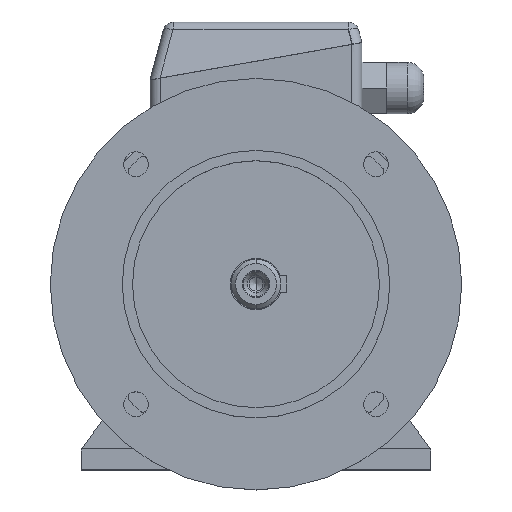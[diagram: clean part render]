
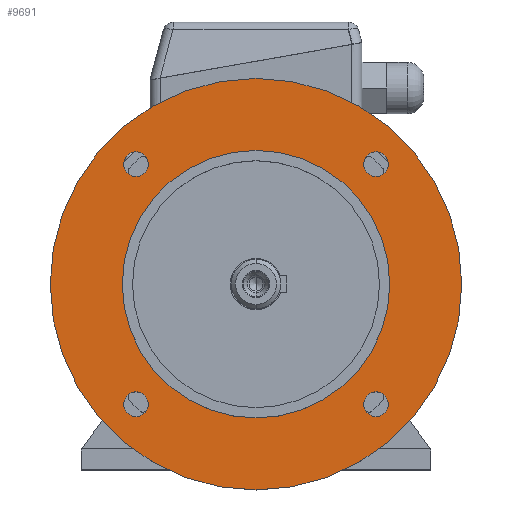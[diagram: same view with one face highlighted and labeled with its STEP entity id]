
A CAD part, top view. The second image highlights one B-rep face of the part: STEP entity #9691.
In plain terms, the highlighted planar face has unit normal (0, 0, 1).
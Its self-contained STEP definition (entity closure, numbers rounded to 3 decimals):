
#144 = EDGE_CURVE ( 'NONE', #11147, #10787, #12278, .T. ) ;
#578 = ORIENTED_EDGE ( 'NONE', *, *, #144, .T. ) ;
#677 = VERTEX_POINT ( 'NONE', #12582 ) ;
#735 = FACE_BOUND ( 'NONE', #9417, .T. ) ;
#736 = FACE_BOUND ( 'NONE', #14766, .T. ) ;
#17112 = ORIENTED_EDGE ( 'NONE', *, *, #10947, .F. ) ;
#737 = FACE_BOUND ( 'NONE', #12829, .T. ) ;
#738 = FACE_BOUND ( 'NONE', #11786, .T. ) ;
#739 = FACE_BOUND ( 'NONE', #1797, .T. ) ;
#740 = FACE_OUTER_BOUND ( 'NONE', #18547, .T. ) ;
#741 = PLANE ( 'NONE',  #742 ) ;
#742 = AXIS2_PLACEMENT_3D ( 'NONE', #743, #744, #745 ) ;
#743 = CARTESIAN_POINT ( 'NONE',  ( 0., 100., 40. ) ) ;
#744 = DIRECTION ( 'NONE',  ( 0., 0., 1. ) ) ;
#745 = DIRECTION ( 'NONE',  ( 0., -1., 0. ) ) ;
#947 = EDGE_CURVE ( 'NONE', #1993, #677, #12741, .T. ) ;
#1189 = ORIENTED_EDGE ( 'NONE', *, *, #10858, .T. ) ;
#17730 = ORIENTED_EDGE ( 'NONE', *, *, #15434, .F. ) ;
#1416 = CARTESIAN_POINT ( 'NONE',  ( 0., 65., 40. ) ) ;
#17894 = CARTESIAN_POINT ( 'NONE',  ( -52.336, 58.336, 40. ) ) ;
#1597 = CIRCLE ( 'NONE', #1598, 65. ) ;
#1598 = AXIS2_PLACEMENT_3D ( 'NONE', #1599, #1600, #1601 ) ;
#1599 = CARTESIAN_POINT ( 'NONE',  ( 0., 0., 40. ) ) ;
#1600 = DIRECTION ( 'NONE',  ( 0., 0., -1. ) ) ;
#1601 = DIRECTION ( 'NONE',  ( 0., 1., 0. ) ) ;
#18033 = CIRCLE ( 'NONE', #18034, 6. ) ;
#18034 = AXIS2_PLACEMENT_3D ( 'NONE', #18035, #18036, #18038 ) ;
#18035 = CARTESIAN_POINT ( 'NONE',  ( -58.336, 58.336, 40. ) ) ;
#18036 = DIRECTION ( 'NONE',  ( 0., 0., 1. ) ) ;
#18038 = DIRECTION ( 'NONE',  ( 1., 0., 0. ) ) ;
#18121 = CIRCLE ( 'NONE', #18126, 6. ) ;
#18126 = AXIS2_PLACEMENT_3D ( 'NONE', #18127, #18128, #18129 ) ;
#18127 = CARTESIAN_POINT ( 'NONE',  ( -58.336, 58.336, 40. ) ) ;
#18128 = DIRECTION ( 'NONE',  ( 0., 0., 1. ) ) ;
#18129 = DIRECTION ( 'NONE',  ( 1., 0., 0. ) ) ;
#1797 = EDGE_LOOP ( 'NONE', ( #1189, #578 ) ) ;
#1820 = CIRCLE ( 'NONE', #1821, 6. ) ;
#1821 = AXIS2_PLACEMENT_3D ( 'NONE', #1822, #1823, #1824 ) ;
#1822 = CARTESIAN_POINT ( 'NONE',  ( 58.336, 58.336, 40. ) ) ;
#1823 = DIRECTION ( 'NONE',  ( 0., 0., 1. ) ) ;
#1824 = DIRECTION ( 'NONE',  ( 1., 0., 0. ) ) ;
#18210 = VERTEX_POINT ( 'NONE', #10120 ) ;
#1993 = VERTEX_POINT ( 'NONE', #13404 ) ;
#2002 = CIRCLE ( 'NONE', #2003, 100. ) ;
#2003 = AXIS2_PLACEMENT_3D ( 'NONE', #2004, #2005, #2006 ) ;
#2004 = CARTESIAN_POINT ( 'NONE',  ( 0., 0., 40. ) ) ;
#2005 = DIRECTION ( 'NONE',  ( 0., 0., -1. ) ) ;
#2006 = DIRECTION ( 'NONE',  ( 0., 1., 0. ) ) ;
#2081 = ORIENTED_EDGE ( 'NONE', *, *, #947, .F. ) ;
#18547 = EDGE_LOOP ( 'NONE', ( #17730, #17112 ) ) ;
#2731 = CARTESIAN_POINT ( 'NONE',  ( 0., -65., 40. ) ) ;
#3138 = VERTEX_POINT ( 'NONE', #14162 ) ;
#3405 = CARTESIAN_POINT ( 'NONE',  ( -52.336, -58.336, 40. ) ) ;
#3648 = CIRCLE ( 'NONE', #3649, 6. ) ;
#3649 = AXIS2_PLACEMENT_3D ( 'NONE', #3650, #3652, #3653 ) ;
#3650 = CARTESIAN_POINT ( 'NONE',  ( -58.336, -58.336, 40. ) ) ;
#3652 = DIRECTION ( 'NONE',  ( 0., 0., 1. ) ) ;
#3653 = DIRECTION ( 'NONE',  ( 1., 0., 0. ) ) ;
#5494 = CIRCLE ( 'NONE', #5495, 6. ) ;
#5495 = AXIS2_PLACEMENT_3D ( 'NONE', #5496, #5497, #5498 ) ;
#5496 = CARTESIAN_POINT ( 'NONE',  ( 58.336, -58.336, 40. ) ) ;
#5497 = DIRECTION ( 'NONE',  ( 0., 0., 1. ) ) ;
#5498 = DIRECTION ( 'NONE',  ( 1., 0., 0. ) ) ;
#6672 = CIRCLE ( 'NONE', #6673, 6. ) ;
#6673 = AXIS2_PLACEMENT_3D ( 'NONE', #6674, #6675, #6676 ) ;
#6674 = CARTESIAN_POINT ( 'NONE',  ( -58.336, -58.336, 40. ) ) ;
#6675 = DIRECTION ( 'NONE',  ( 0., 0., 1. ) ) ;
#6676 = DIRECTION ( 'NONE',  ( 1., 0., 0. ) ) ;
#7144 = CARTESIAN_POINT ( 'NONE',  ( 64.336, -58.336, 40. ) ) ;
#7351 = CIRCLE ( 'NONE', #7352, 6. ) ;
#7352 = AXIS2_PLACEMENT_3D ( 'NONE', #7353, #7354, #7355 ) ;
#7353 = CARTESIAN_POINT ( 'NONE',  ( 58.336, -58.336, 40. ) ) ;
#7354 = DIRECTION ( 'NONE',  ( 0., 0., 1. ) ) ;
#7355 = DIRECTION ( 'NONE',  ( 1., 0., 0. ) ) ;
#7666 = CARTESIAN_POINT ( 'NONE',  ( 0., -100., 40. ) ) ;
#7790 = VERTEX_POINT ( 'NONE', #17894 ) ;
#7891 = CARTESIAN_POINT ( 'NONE',  ( 0., 100., 40. ) ) ;
#7998 = CIRCLE ( 'NONE', #7999, 100. ) ;
#7999 = AXIS2_PLACEMENT_3D ( 'NONE', #8008, #8009, #8010 ) ;
#8008 = CARTESIAN_POINT ( 'NONE',  ( 0., 0., 40. ) ) ;
#8009 = DIRECTION ( 'NONE',  ( 0., 0., -1. ) ) ;
#8010 = DIRECTION ( 'NONE',  ( 0., 1., 0. ) ) ;
#8044 = EDGE_CURVE ( 'NONE', #18210, #7790, #18033, .T. ) ;
#8163 = EDGE_CURVE ( 'NONE', #7790, #18210, #18121, .T. ) ;
#8348 = CARTESIAN_POINT ( 'NONE',  ( 52.336, -58.336, 40. ) ) ;
#8596 = ORIENTED_EDGE ( 'NONE', *, *, #8163, .F. ) ;
#9417 = EDGE_LOOP ( 'NONE', ( #8596, #15003 ) ) ;
#9691 = ADVANCED_FACE ( 'NONE', ( #735, #736, #737, #738, #739, #740 ), #741, .T. ) ;
#10120 = CARTESIAN_POINT ( 'NONE',  ( -64.336, 58.336, 40. ) ) ;
#10787 = VERTEX_POINT ( 'NONE', #1416 ) ;
#10858 = EDGE_CURVE ( 'NONE', #10787, #11147, #1597, .T. ) ;
#10915 = EDGE_CURVE ( 'NONE', #677, #1993, #1820, .T. ) ;
#10947 = EDGE_CURVE ( 'NONE', #14918, #15174, #2002, .T. ) ;
#11147 = VERTEX_POINT ( 'NONE', #2731 ) ;
#11375 = VERTEX_POINT ( 'NONE', #3405 ) ;
#11442 = EDGE_CURVE ( 'NONE', #3138, #11375, #3648, .T. ) ;
#11631 = ORIENTED_EDGE ( 'NONE', *, *, #10915, .F. ) ;
#11786 = EDGE_LOOP ( 'NONE', ( #11631, #2081 ) ) ;
#11868 = ORIENTED_EDGE ( 'NONE', *, *, #14543, .F. ) ;
#12042 = EDGE_CURVE ( 'NONE', #14294, #15788, #5494, .T. ) ;
#12231 = ORIENTED_EDGE ( 'NONE', *, *, #12042, .F. ) ;
#12278 = CIRCLE ( 'NONE', #12279, 65. ) ;
#12279 = AXIS2_PLACEMENT_3D ( 'NONE', #12280, #12281, #12282 ) ;
#12280 = CARTESIAN_POINT ( 'NONE',  ( 0., 0., 40. ) ) ;
#12281 = DIRECTION ( 'NONE',  ( 0., 0., -1. ) ) ;
#12282 = DIRECTION ( 'NONE',  ( 0., 1., 0. ) ) ;
#12582 = CARTESIAN_POINT ( 'NONE',  ( 64.336, 58.336, 40. ) ) ;
#12741 = CIRCLE ( 'NONE', #12742, 6. ) ;
#12742 = AXIS2_PLACEMENT_3D ( 'NONE', #12743, #12744, #12745 ) ;
#12743 = CARTESIAN_POINT ( 'NONE',  ( 58.336, 58.336, 40. ) ) ;
#12744 = DIRECTION ( 'NONE',  ( 0., 0., 1. ) ) ;
#12745 = DIRECTION ( 'NONE',  ( 1., 0., 0. ) ) ;
#12829 = EDGE_LOOP ( 'NONE', ( #12231, #11868 ) ) ;
#13111 = ORIENTED_EDGE ( 'NONE', *, *, #11442, .F. ) ;
#13404 = CARTESIAN_POINT ( 'NONE',  ( 52.336, 58.336, 40. ) ) ;
#13722 = EDGE_CURVE ( 'NONE', #11375, #3138, #6672, .T. ) ;
#14151 = ORIENTED_EDGE ( 'NONE', *, *, #13722, .F. ) ;
#14162 = CARTESIAN_POINT ( 'NONE',  ( -64.336, -58.336, 40. ) ) ;
#14294 = VERTEX_POINT ( 'NONE', #7144 ) ;
#14543 = EDGE_CURVE ( 'NONE', #15788, #14294, #7351, .T. ) ;
#14766 = EDGE_LOOP ( 'NONE', ( #14151, #13111 ) ) ;
#14918 = VERTEX_POINT ( 'NONE', #7666 ) ;
#15003 = ORIENTED_EDGE ( 'NONE', *, *, #8044, .F. ) ;
#15174 = VERTEX_POINT ( 'NONE', #7891 ) ;
#15434 = EDGE_CURVE ( 'NONE', #15174, #14918, #7998, .T. ) ;
#15788 = VERTEX_POINT ( 'NONE', #8348 ) ;
